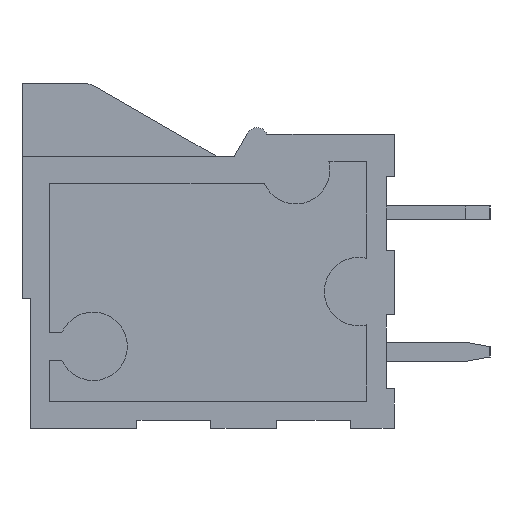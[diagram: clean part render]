
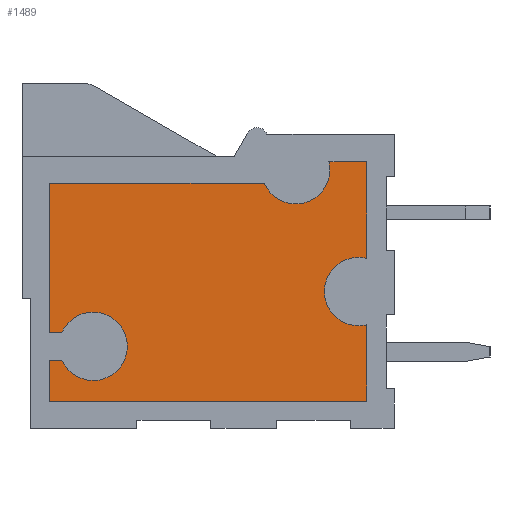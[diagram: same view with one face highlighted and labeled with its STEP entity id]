
A CAD part, left-side view. The second image highlights one B-rep face of the part: STEP entity #1489.
In plain terms, the highlighted planar face has unit normal (-1, 0, 0).
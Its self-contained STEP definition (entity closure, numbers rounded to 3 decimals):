
#87 = EDGE_CURVE('',#88,#90,#92,.T.);
#88 = VERTEX_POINT('',#89);
#89 = CARTESIAN_POINT('',(1.5,12.146,-10.1));
#90 = VERTEX_POINT('',#91);
#91 = CARTESIAN_POINT('',(1.5,11.,-10.85));
#92 = CIRCLE('',#93,1.25);
#93 = AXIS2_PLACEMENT_3D('',#94,#95,#96);
#94 = CARTESIAN_POINT('',(1.5,11.,-9.6));
#95 = DIRECTION('',(-1.,0.,0.));
#96 = DIRECTION('',(0.,0.,1.));
#130 = EDGE_CURVE('',#90,#131,#133,.T.);
#131 = VERTEX_POINT('',#132);
#132 = CARTESIAN_POINT('',(1.5,11.,-8.35));
#133 = CIRCLE('',#134,1.25);
#134 = AXIS2_PLACEMENT_3D('',#135,#136,#137);
#135 = CARTESIAN_POINT('',(1.5,11.,-9.6));
#136 = DIRECTION('',(-1.,0.,0.));
#137 = DIRECTION('',(0.,0.,1.));
#162 = EDGE_CURVE('',#163,#165,#167,.T.);
#163 = VERTEX_POINT('',#164);
#164 = CARTESIAN_POINT('',(1.5,1.3,-6.35));
#165 = VERTEX_POINT('',#166);
#166 = CARTESIAN_POINT('',(1.5,1.3,-8.85));
#167 = CIRCLE('',#168,1.25);
#168 = AXIS2_PLACEMENT_3D('',#169,#170,#171);
#169 = CARTESIAN_POINT('',(1.5,1.3,-7.6));
#170 = DIRECTION('',(-1.,0.,0.));
#171 = DIRECTION('',(0.,0.,1.));
#204 = EDGE_CURVE('',#205,#163,#207,.T.);
#205 = VERTEX_POINT('',#206);
#206 = CARTESIAN_POINT('',(1.5,1.,-6.387));
#207 = CIRCLE('',#208,1.25);
#208 = AXIS2_PLACEMENT_3D('',#209,#210,#211);
#209 = CARTESIAN_POINT('',(1.5,1.3,-7.6));
#210 = DIRECTION('',(-1.,0.,0.));
#211 = DIRECTION('',(0.,0.,1.));
#1217 = EDGE_CURVE('',#165,#1218,#1220,.T.);
#1218 = VERTEX_POINT('',#1219);
#1219 = CARTESIAN_POINT('',(1.5,1.,-8.813));
#1220 = CIRCLE('',#1221,1.25);
#1221 = AXIS2_PLACEMENT_3D('',#1222,#1223,#1224);
#1222 = CARTESIAN_POINT('',(1.5,1.3,-7.6));
#1223 = DIRECTION('',(-1.,0.,0.));
#1224 = DIRECTION('',(0.,0.,1.));
#1243 = EDGE_CURVE('',#1244,#1218,#1246,.T.);
#1244 = VERTEX_POINT('',#1245);
#1245 = CARTESIAN_POINT('',(1.5,1.,-11.6));
#1246 = LINE('',#1247,#1248);
#1247 = CARTESIAN_POINT('',(1.5,1.,0.));
#1248 = VECTOR('',#1249,1.);
#1249 = DIRECTION('',(0.,0.,1.));
#1267 = EDGE_CURVE('',#1268,#1244,#1270,.T.);
#1268 = VERTEX_POINT('',#1269);
#1269 = CARTESIAN_POINT('',(1.5,12.6,-11.6));
#1270 = LINE('',#1271,#1272);
#1271 = CARTESIAN_POINT('',(1.5,0.,-11.6));
#1272 = VECTOR('',#1273,1.);
#1273 = DIRECTION('',(0.,-1.,0.));
#1291 = EDGE_CURVE('',#1268,#1292,#1294,.T.);
#1292 = VERTEX_POINT('',#1293);
#1293 = CARTESIAN_POINT('',(1.5,12.6,-10.1));
#1294 = LINE('',#1295,#1296);
#1295 = CARTESIAN_POINT('',(1.5,12.6,0.));
#1296 = VECTOR('',#1297,1.);
#1297 = DIRECTION('',(0.,0.,1.));
#1315 = EDGE_CURVE('',#1292,#88,#1316,.T.);
#1316 = LINE('',#1317,#1318);
#1317 = CARTESIAN_POINT('',(1.5,0.,-10.1));
#1318 = VECTOR('',#1319,1.);
#1319 = DIRECTION('',(0.,-1.,0.));
#1331 = EDGE_CURVE('',#131,#1332,#1334,.T.);
#1332 = VERTEX_POINT('',#1333);
#1333 = CARTESIAN_POINT('',(1.5,12.146,-9.1));
#1334 = CIRCLE('',#1335,1.25);
#1335 = AXIS2_PLACEMENT_3D('',#1336,#1337,#1338);
#1336 = CARTESIAN_POINT('',(1.5,11.,-9.6));
#1337 = DIRECTION('',(-1.,0.,0.));
#1338 = DIRECTION('',(0.,0.,1.));
#1357 = EDGE_CURVE('',#1358,#1332,#1360,.T.);
#1358 = VERTEX_POINT('',#1359);
#1359 = CARTESIAN_POINT('',(1.5,12.6,-9.1));
#1360 = LINE('',#1361,#1362);
#1361 = CARTESIAN_POINT('',(1.5,0.,-9.1));
#1362 = VECTOR('',#1363,1.);
#1363 = DIRECTION('',(0.,-1.,0.));
#1381 = EDGE_CURVE('',#1358,#1382,#1384,.T.);
#1382 = VERTEX_POINT('',#1383);
#1383 = CARTESIAN_POINT('',(1.5,12.6,-3.65));
#1384 = LINE('',#1385,#1386);
#1385 = CARTESIAN_POINT('',(1.5,12.6,0.));
#1386 = VECTOR('',#1387,1.);
#1387 = DIRECTION('',(0.,0.,1.));
#1405 = EDGE_CURVE('',#1406,#1382,#1408,.T.);
#1406 = VERTEX_POINT('',#1407);
#1407 = CARTESIAN_POINT('',(1.5,4.746,-3.65));
#1408 = LINE('',#1409,#1410);
#1409 = CARTESIAN_POINT('',(1.5,0.,-3.65));
#1410 = VECTOR('',#1411,1.);
#1411 = DIRECTION('',(0.,1.,0.));
#1429 = EDGE_CURVE('',#1406,#1430,#1432,.T.);
#1430 = VERTEX_POINT('',#1431);
#1431 = CARTESIAN_POINT('',(1.5,2.387,-2.85));
#1432 = CIRCLE('',#1433,1.25);
#1433 = AXIS2_PLACEMENT_3D('',#1434,#1435,#1436);
#1434 = CARTESIAN_POINT('',(1.5,3.6,-3.15));
#1435 = DIRECTION('',(-1.,0.,0.));
#1436 = DIRECTION('',(0.,0.,1.));
#1454 = EDGE_CURVE('',#1430,#1455,#1457,.T.);
#1455 = VERTEX_POINT('',#1456);
#1456 = CARTESIAN_POINT('',(1.5,1.,-2.85));
#1457 = LINE('',#1458,#1459);
#1458 = CARTESIAN_POINT('',(1.5,0.,-2.85));
#1459 = VECTOR('',#1460,1.);
#1460 = DIRECTION('',(0.,-1.,0.));
#1478 = EDGE_CURVE('',#205,#1455,#1479,.T.);
#1479 = LINE('',#1480,#1481);
#1480 = CARTESIAN_POINT('',(1.5,1.,0.));
#1481 = VECTOR('',#1482,1.);
#1482 = DIRECTION('',(0.,0.,1.));
#1489 = ADVANCED_FACE('',(#1490),#1508,.T.);
#1490 = FACE_BOUND('',#1491,.T.);
#1491 = EDGE_LOOP('',(#1492,#1493,#1494,#1495,#1496,#1497,#1498,#1499,
    #1500,#1501,#1502,#1503,#1504,#1505,#1506,#1507));
#1492 = ORIENTED_EDGE('',*,*,#204,.F.);
#1493 = ORIENTED_EDGE('',*,*,#1478,.T.);
#1494 = ORIENTED_EDGE('',*,*,#1454,.F.);
#1495 = ORIENTED_EDGE('',*,*,#1429,.F.);
#1496 = ORIENTED_EDGE('',*,*,#1405,.T.);
#1497 = ORIENTED_EDGE('',*,*,#1381,.F.);
#1498 = ORIENTED_EDGE('',*,*,#1357,.T.);
#1499 = ORIENTED_EDGE('',*,*,#1331,.F.);
#1500 = ORIENTED_EDGE('',*,*,#130,.F.);
#1501 = ORIENTED_EDGE('',*,*,#87,.F.);
#1502 = ORIENTED_EDGE('',*,*,#1315,.F.);
#1503 = ORIENTED_EDGE('',*,*,#1291,.F.);
#1504 = ORIENTED_EDGE('',*,*,#1267,.T.);
#1505 = ORIENTED_EDGE('',*,*,#1243,.T.);
#1506 = ORIENTED_EDGE('',*,*,#1217,.F.);
#1507 = ORIENTED_EDGE('',*,*,#162,.F.);
#1508 = PLANE('',#1509);
#1509 = AXIS2_PLACEMENT_3D('',#1510,#1511,#1512);
#1510 = CARTESIAN_POINT('',(1.5,0.,0.));
#1511 = DIRECTION('',(-1.,0.,0.));
#1512 = DIRECTION('',(0.,0.,1.));
